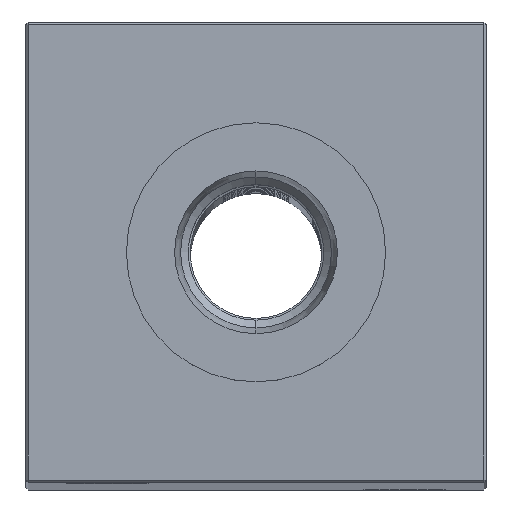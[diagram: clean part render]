
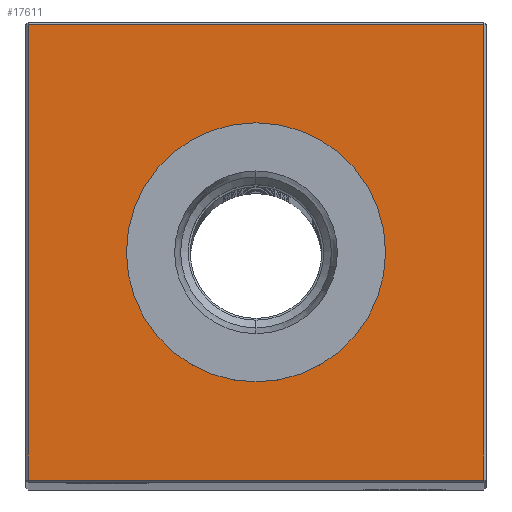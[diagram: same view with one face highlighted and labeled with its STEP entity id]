
A CAD part, top view. The second image highlights one B-rep face of the part: STEP entity #17611.
In plain terms, the highlighted planar face has unit normal (0, 0, 1).
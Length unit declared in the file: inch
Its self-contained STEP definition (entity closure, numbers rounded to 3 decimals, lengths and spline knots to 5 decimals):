
#478 = EDGE_CURVE ( 'NONE', #6232, #5016, #20028, .T. ) ;
#914 = AXIS2_PLACEMENT_3D ( 'NONE', #22453, #12106, #25031 ) ;
#2250 = FACE_OUTER_BOUND ( 'NONE', #21528, .T. ) ;
#2302 = VECTOR ( 'NONE', #13124, 39.37008 ) ;
#2408 = DIRECTION ( 'NONE',  ( 0., 0., -1. ) ) ;
#4120 = VERTEX_POINT ( 'NONE', #25775 ) ;
#4220 = ORIENTED_EDGE ( 'NONE', *, *, #25183, .T. ) ;
#5016 = VERTEX_POINT ( 'NONE', #23681 ) ;
#5567 = CARTESIAN_POINT ( 'NONE',  ( 0.865, 0., 16. ) ) ;
#5712 = CARTESIAN_POINT ( 'NONE',  ( 0., 0., 16. ) ) ;
#6232 = VERTEX_POINT ( 'NONE', #7615 ) ;
#6730 = VERTEX_POINT ( 'NONE', #31482 ) ;
#7013 = EDGE_CURVE ( 'NONE', #6730, #12929, #30320, .T. ) ;
#7615 = CARTESIAN_POINT ( 'NONE',  ( 0., -0.49213, 16. ) ) ;
#7880 = ORIENTED_EDGE ( 'NONE', *, *, #15344, .T. ) ;
#8175 = CARTESIAN_POINT ( 'NONE',  ( 0., -0.865, 16. ) ) ;
#8387 = EDGE_LOOP ( 'NONE', ( #4220, #26192 ) ) ;
#8470 = DIRECTION ( 'NONE',  ( -1., 0., 0. ) ) ;
#9288 = AXIS2_PLACEMENT_3D ( 'NONE', #5712, #18506, #8470 ) ;
#10000 = VECTOR ( 'NONE', #18431, 39.37008 ) ;
#10490 = CARTESIAN_POINT ( 'NONE',  ( -0.865, 0., 16. ) ) ;
#10816 = LINE ( 'NONE', #10490, #10000 ) ;
#11021 = LINE ( 'NONE', #20554, #2302 ) ;
#12106 = DIRECTION ( 'NONE',  ( 0., 0., -1. ) ) ;
#12929 = VERTEX_POINT ( 'NONE', #22797 ) ;
#13124 = DIRECTION ( 'NONE',  ( -1., 0., 0. ) ) ;
#14707 = CARTESIAN_POINT ( 'NONE',  ( 0.865, 0.865, 16. ) ) ;
#15019 = PLANE ( 'NONE',  #914 ) ;
#15344 = EDGE_CURVE ( 'NONE', #18422, #4120, #11021, .T. ) ;
#15641 = EDGE_CURVE ( 'NONE', #4120, #6730, #10816, .T. ) ;
#16785 = EDGE_CURVE ( 'NONE', #12929, #18422, #20606, .T. ) ;
#16865 = ORIENTED_EDGE ( 'NONE', *, *, #16785, .T. ) ;
#17611 = ADVANCED_FACE ( 'NONE', ( #2250, #22288 ), #15019, .F. ) ;
#18057 = DIRECTION ( 'NONE',  ( 1., 0., 0. ) ) ;
#18422 = VERTEX_POINT ( 'NONE', #14707 ) ;
#18431 = DIRECTION ( 'NONE',  ( 0., -1., 0. ) ) ;
#18506 = DIRECTION ( 'NONE',  ( 0., 0., -1. ) ) ;
#18963 = VECTOR ( 'NONE', #30475, 39.37008 ) ;
#19507 = AXIS2_PLACEMENT_3D ( 'NONE', #22455, #2408, #24866 ) ;
#20028 = CIRCLE ( 'NONE', #19507, 0.49213 ) ;
#20554 = CARTESIAN_POINT ( 'NONE',  ( 0., 0.865, 16. ) ) ;
#20606 = LINE ( 'NONE', #5567, #18963 ) ;
#21528 = EDGE_LOOP ( 'NONE', ( #25111, #27901, #16865, #7880 ) ) ;
#21657 = CIRCLE ( 'NONE', #9288, 0.49213 ) ;
#22288 = FACE_BOUND ( 'NONE', #8387, .T. ) ;
#22453 = CARTESIAN_POINT ( 'NONE',  ( 0., 0., 16. ) ) ;
#22455 = CARTESIAN_POINT ( 'NONE',  ( 0., 0., 16. ) ) ;
#22797 = CARTESIAN_POINT ( 'NONE',  ( 0.865, -0.865, 16. ) ) ;
#23681 = CARTESIAN_POINT ( 'NONE',  ( 0., 0.49213, 16. ) ) ;
#24262 = VECTOR ( 'NONE', #18057, 39.37008 ) ;
#24866 = DIRECTION ( 'NONE',  ( -1., 0., 0. ) ) ;
#25031 = DIRECTION ( 'NONE',  ( -1., 0., 0. ) ) ;
#25111 = ORIENTED_EDGE ( 'NONE', *, *, #15641, .T. ) ;
#25183 = EDGE_CURVE ( 'NONE', #5016, #6232, #21657, .T. ) ;
#25775 = CARTESIAN_POINT ( 'NONE',  ( -0.865, 0.865, 16. ) ) ;
#26192 = ORIENTED_EDGE ( 'NONE', *, *, #478, .T. ) ;
#27901 = ORIENTED_EDGE ( 'NONE', *, *, #7013, .T. ) ;
#30320 = LINE ( 'NONE', #8175, #24262 ) ;
#30475 = DIRECTION ( 'NONE',  ( 0., 1., 0. ) ) ;
#31482 = CARTESIAN_POINT ( 'NONE',  ( -0.865, -0.865, 16. ) ) ;
